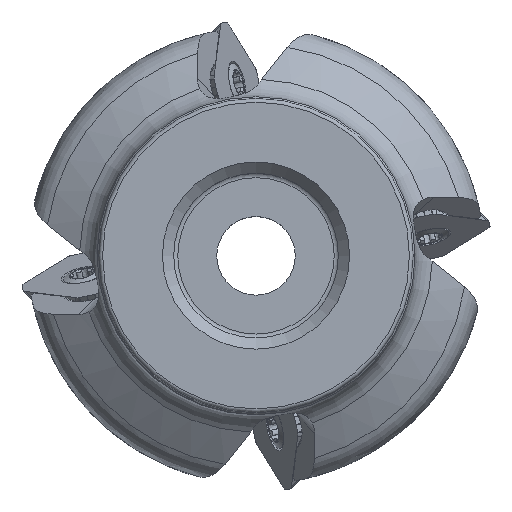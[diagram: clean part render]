
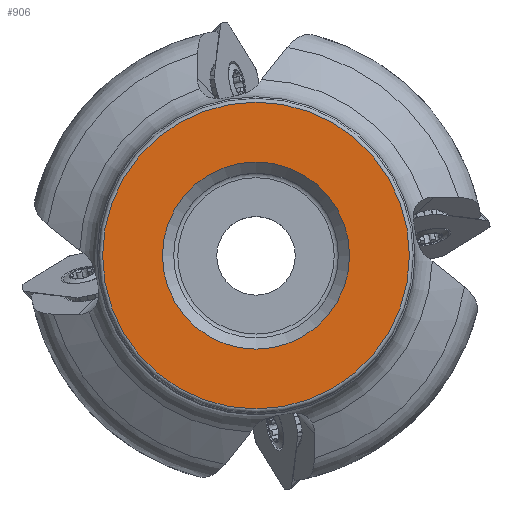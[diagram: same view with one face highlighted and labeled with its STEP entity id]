
A CAD part, top view. The second image highlights one B-rep face of the part: STEP entity #906.
In plain terms, the highlighted planar face has unit normal (0, 0, 1).
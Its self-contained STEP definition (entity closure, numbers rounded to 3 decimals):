
#906=ADVANCED_FACE('SU_1',(#1757,#1758),#1299,.F.);
#1299=PLANE('',#9003);
#1568=CIRCLE('',#9001,20.5);
#1569=CIRCLE('',#9002,12.505);
#1757=FACE_BOUND('',#1973,.T.);
#1758=FACE_BOUND('',#1974,.T.);
#1973=EDGE_LOOP('',(#3997));
#1974=EDGE_LOOP('',(#3998));
#3997=ORIENTED_EDGE('',*,*,#7308,.T.);
#3998=ORIENTED_EDGE('',*,*,#7309,.F.);
#6347=VERTEX_POINT('',#14034);
#6348=VERTEX_POINT('',#14036);
#7308=EDGE_CURVE('',#6347,#6347,#1568,.T.);
#7309=EDGE_CURVE('',#6348,#6348,#1569,.T.);
#9001=AXIS2_PLACEMENT_3D('',#14033,#10211,#10212);
#9002=AXIS2_PLACEMENT_3D('',#14035,#10213,#10214);
#9003=AXIS2_PLACEMENT_3D('',#14037,#10215,#10216);
#10211=DIRECTION('',(0.,0.,1.));
#10212=DIRECTION('',(1.,0.,0.));
#10213=DIRECTION('',(0.,0.,1.));
#10214=DIRECTION('',(1.,0.,0.));
#10215=DIRECTION('',(0.,0.,-1.));
#10216=DIRECTION('',(-1.,0.,0.));
#14033=CARTESIAN_POINT('',(0.,0.,0.));
#14034=CARTESIAN_POINT('',(20.5,0.,0.));
#14035=CARTESIAN_POINT('',(0.,0.,0.));
#14036=CARTESIAN_POINT('',(12.505,0.,0.));
#14037=CARTESIAN_POINT('',(-21.,0.,0.));
